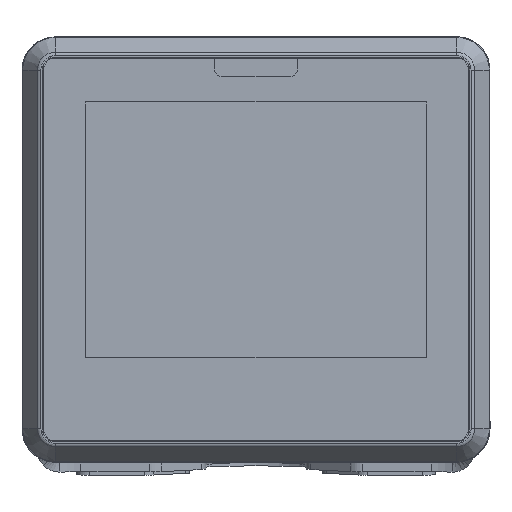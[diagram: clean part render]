
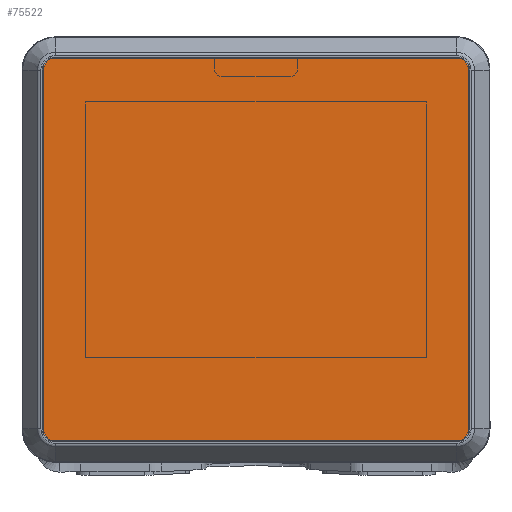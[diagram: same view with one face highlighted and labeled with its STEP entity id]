
A CAD part, top view. The second image highlights one B-rep face of the part: STEP entity #75522.
In plain terms, the highlighted planar face has unit normal (0, 0, 1).
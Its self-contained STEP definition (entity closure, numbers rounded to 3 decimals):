
#89 = LINE ( 'NONE', #44575, #32005 ) ;
#1879 = ORIENTED_EDGE ( 'NONE', *, *, #52797, .F. ) ;
#2001 = LINE ( 'NONE', #41086, #13695 ) ;
#3013 = DIRECTION ( 'NONE',  ( 0., 0., -1. ) ) ;
#3647 = EDGE_CURVE ( 'NONE', #6319, #23928, #89, .T. ) ;
#4257 = CIRCLE ( 'NONE', #76552, 1.432 ) ;
#5416 = CARTESIAN_POINT ( 'NONE',  ( -24.05, 22.932, 9.8 ) ) ;
#6319 = VERTEX_POINT ( 'NONE', #30592 ) ;
#8179 = CARTESIAN_POINT ( 'NONE',  ( -24.05, -21.5, 9.8 ) ) ;
#8785 = DIRECTION ( 'NONE',  ( -1., 0., 0. ) ) ;
#10535 = ORIENTED_EDGE ( 'NONE', *, *, #11963, .F. ) ;
#11597 = EDGE_CURVE ( 'NONE', #62121, #36555, #54630, .T. ) ;
#11823 = DIRECTION ( 'NONE',  ( 1., 0., 0. ) ) ;
#11963 = EDGE_CURVE ( 'NONE', #62121, #80207, #79747, .T. ) ;
#13695 = VECTOR ( 'NONE', #40272, 1000. ) ;
#14190 = EDGE_LOOP ( 'NONE', ( #34666, #1879, #43794, #10535, #45552, #29926, #49635, #53815 ) ) ;
#14354 = DIRECTION ( 'NONE',  ( 0., 0., -1. ) ) ;
#16061 = EDGE_CURVE ( 'NONE', #59265, #80207, #2001, .T. ) ;
#16195 = DIRECTION ( 'NONE',  ( 1., 0., 0. ) ) ;
#18177 = CIRCLE ( 'NONE', #48471, 1.432 ) ;
#22613 = CARTESIAN_POINT ( 'NONE',  ( 24.05, -22.932, 9.8 ) ) ;
#23928 = VERTEX_POINT ( 'NONE', #75992 ) ;
#28567 = CARTESIAN_POINT ( 'NONE',  ( -24.05, -22.932, 9.8 ) ) ;
#29584 = CIRCLE ( 'NONE', #61140, 1.432 ) ;
#29829 = VECTOR ( 'NONE', #42280, 1000. ) ;
#29926 = ORIENTED_EDGE ( 'NONE', *, *, #64493, .F. ) ;
#30592 = CARTESIAN_POINT ( 'NONE',  ( 25.482, -21.5, 9.8 ) ) ;
#31908 = CARTESIAN_POINT ( 'NONE',  ( -25.482, 21.5, 9.8 ) ) ;
#32005 = VECTOR ( 'NONE', #75390, 1000. ) ;
#33290 = DIRECTION ( 'NONE',  ( -1., 0., 0. ) ) ;
#34591 = CARTESIAN_POINT ( 'NONE',  ( -25.482, -21.5, 9.8 ) ) ;
#34666 = ORIENTED_EDGE ( 'NONE', *, *, #3647, .T. ) ;
#36139 = CARTESIAN_POINT ( 'NONE',  ( -24.05, -21.5, 9.8 ) ) ;
#36555 = VERTEX_POINT ( 'NONE', #34591 ) ;
#37348 = FACE_OUTER_BOUND ( 'NONE', #14190, .T. ) ;
#39187 = CARTESIAN_POINT ( 'NONE',  ( 24.05, -21.5, 9.8 ) ) ;
#39588 = DIRECTION ( 'NONE',  ( -1., 0., 0. ) ) ;
#39670 = VERTEX_POINT ( 'NONE', #74718 ) ;
#40272 = DIRECTION ( 'NONE',  ( -1., 0., 0. ) ) ;
#40915 = LINE ( 'NONE', #28567, #66057 ) ;
#41086 = CARTESIAN_POINT ( 'NONE',  ( -24.05, 22.932, 9.8 ) ) ;
#42280 = DIRECTION ( 'NONE',  ( 0., -1., 0. ) ) ;
#42302 = PLANE ( 'NONE',  #51574 ) ;
#43794 = ORIENTED_EDGE ( 'NONE', *, *, #16061, .T. ) ;
#44575 = CARTESIAN_POINT ( 'NONE',  ( 25.482, -21.5, 9.8 ) ) ;
#45495 = CARTESIAN_POINT ( 'NONE',  ( 24.05, 21.5, 9.8 ) ) ;
#45552 = ORIENTED_EDGE ( 'NONE', *, *, #11597, .T. ) ;
#46958 = EDGE_CURVE ( 'NONE', #39670, #77457, #40915, .T. ) ;
#48471 = AXIS2_PLACEMENT_3D ( 'NONE', #8179, #14354, #33290 ) ;
#49635 = ORIENTED_EDGE ( 'NONE', *, *, #46958, .T. ) ;
#51574 = AXIS2_PLACEMENT_3D ( 'NONE', #36139, #55447, #11823 ) ;
#52797 = EDGE_CURVE ( 'NONE', #59265, #23928, #4257, .T. ) ;
#53815 = ORIENTED_EDGE ( 'NONE', *, *, #65173, .F. ) ;
#54630 = LINE ( 'NONE', #60806, #29829 ) ;
#55447 = DIRECTION ( 'NONE',  ( 0., 0., 1. ) ) ;
#57001 = DIRECTION ( 'NONE',  ( -1., 0., 0. ) ) ;
#58914 = DIRECTION ( 'NONE',  ( 0., 0., -1. ) ) ;
#59265 = VERTEX_POINT ( 'NONE', #71146 ) ;
#60806 = CARTESIAN_POINT ( 'NONE',  ( -25.482, -21.5, 9.8 ) ) ;
#61140 = AXIS2_PLACEMENT_3D ( 'NONE', #39187, #58914, #39588 ) ;
#62121 = VERTEX_POINT ( 'NONE', #31908 ) ;
#62769 = DIRECTION ( 'NONE',  ( 0., 0., -1. ) ) ;
#64493 = EDGE_CURVE ( 'NONE', #39670, #36555, #18177, .T. ) ;
#65173 = EDGE_CURVE ( 'NONE', #6319, #77457, #29584, .T. ) ;
#66057 = VECTOR ( 'NONE', #16195, 1000. ) ;
#71146 = CARTESIAN_POINT ( 'NONE',  ( 24.05, 22.932, 9.8 ) ) ;
#74718 = CARTESIAN_POINT ( 'NONE',  ( -24.05, -22.932, 9.8 ) ) ;
#75390 = DIRECTION ( 'NONE',  ( 0., 1., 0. ) ) ;
#75522 = ADVANCED_FACE ( 'NONE', ( #37348 ), #42302, .T. ) ;
#75992 = CARTESIAN_POINT ( 'NONE',  ( 25.482, 21.5, 9.8 ) ) ;
#76552 = AXIS2_PLACEMENT_3D ( 'NONE', #45495, #62769, #57001 ) ;
#77106 = AXIS2_PLACEMENT_3D ( 'NONE', #77493, #3013, #8785 ) ;
#77457 = VERTEX_POINT ( 'NONE', #22613 ) ;
#77493 = CARTESIAN_POINT ( 'NONE',  ( -24.05, 21.5, 9.8 ) ) ;
#79747 = CIRCLE ( 'NONE', #77106, 1.432 ) ;
#80207 = VERTEX_POINT ( 'NONE', #5416 ) ;
